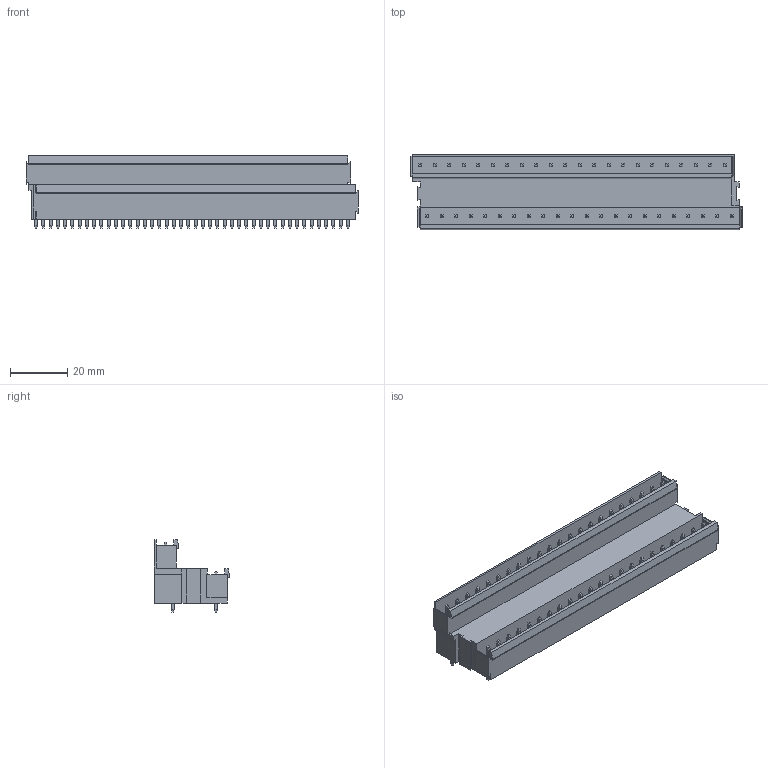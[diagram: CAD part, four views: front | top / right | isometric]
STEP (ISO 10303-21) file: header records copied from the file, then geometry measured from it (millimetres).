
FILE_DESCRIPTION(('CATIA V5 STEP Exchange','CAx-IF Rec.Pracs.--- Model Styling and Organization---1.2---2011-12-15'),'2;1');
FILE_NAME ('D1455014_0_1726940000_1726940000.stp','2018-11-10T05:05:16+00:00',('none'),('Weidmueller'),'CATIA Version 5-6 Release 2014','CATIA V5 STEP AP214','none');
FILE_SCHEMA(('AUTOMOTIVE_DESIGN { 1 0 10303 214 1 1 1 1 }'));
Length unit declared in the file: millimetre
Products named in the file (1): 1726940000
Bounding box: 116.3 x 26.28 x 25.36 mm (x, y, z)
Volume: 32375.1 mm3; surface area: 20795 mm2
Topology: 45 solids, 45 shells, 1231 faces, 3063 edges, 1922 vertices
Faces by surface type: plane 1055, cylinder 176
Entity records: 31578 total; most frequent: ORIENTED_EDGE 6126, CARTESIAN_POINT 5789, DIRECTION 3613, EDGE_CURVE 3063, VECTOR 2359, LINE 2359, VERTEX_POINT 1922, EDGE_LOOP 1319
